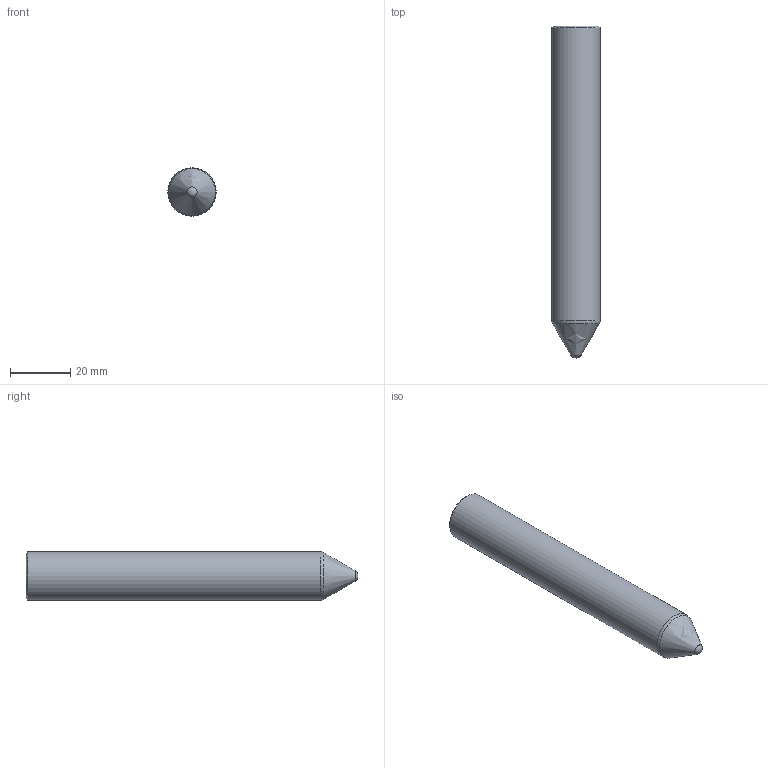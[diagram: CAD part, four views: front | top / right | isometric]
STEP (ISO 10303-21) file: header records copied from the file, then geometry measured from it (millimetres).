
FILE_DESCRIPTION(/* description */ (''),/* implementation_level */ '2;1');
FILE_NAME(/* name */ '6CTDB 040 750 124.step',/* time_stamp */ '2021-06-02T12:58:11+02:00',/* author */ (''),/* organization */ (''),/* preprocessor_version */ 'ST-DEVELOPER v18.1',/* originating_system */ 'Autodesk Translation Framework v10.9.0.1377',/* authorisation */ '');
FILE_SCHEMA (('AUTOMOTIVE_DESIGN { 1 0 10303 214 3 1 1 }'));
Length unit declared in the file: millimetre
Products named in the file (1): 6CTDB 040 750 124
Bounding box: 16 x 109.99 x 16 mm (x, y, z)
Volume: 20654.3 mm3; surface area: 5514.5 mm2
Topology: 1 solids, 1 shells, 6 faces, 10 edges, 6 vertices
Faces by surface type: cone 1, cylinder 1, torus 1, bspline 1, sphere 1, plane 1
Full cylindrical faces by diameter (mm): 16 x1
Entity records: 201 total; most frequent: CARTESIAN_POINT 49, DIRECTION 30, ORIENTED_EDGE 20, AXIS2_PLACEMENT_3D 14, EDGE_CURVE 10, CIRCLE 8, FACE_OUTER_BOUND 6, EDGE_LOOP 6
